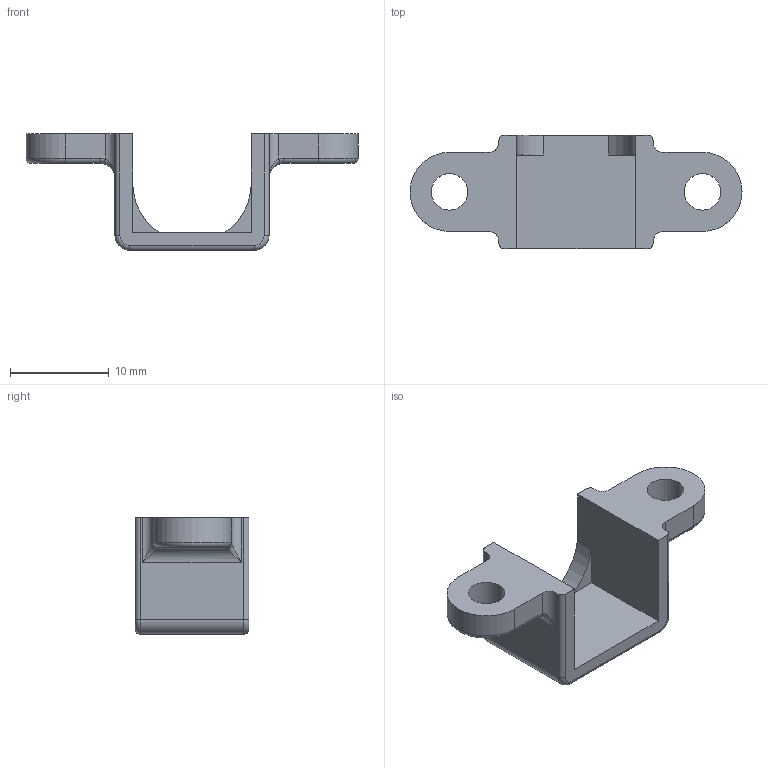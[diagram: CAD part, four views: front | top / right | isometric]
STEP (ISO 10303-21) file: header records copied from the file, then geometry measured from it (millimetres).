
FILE_DESCRIPTION (( 'STEP AP203' ), '1' );
FILE_NAME ('Base_Soporte_Motor_Predeterminado_sldprt.STEP', '2024-07-23T21:00:58', ( '' ), ( '' ), 'SwSTEP 2.0', 'SolidWorks 2018', '' );
FILE_SCHEMA (( 'CONFIG_CONTROL_DESIGN' ));
Length unit declared in the file: centimetre
Products named in the file (1): Base_Soporte_Motor_Predeterminado_sldprt
Bounding box: 33.6 x 11.5 x 11.8 mm (x, y, z)
Volume: 1072.7 mm3; surface area: 1315.7 mm2
Topology: 1 solids, 1 shells, 60 faces, 153 edges, 91 vertices
Faces by surface type: cylinder 27, plane 18, torus 11, bspline 4
Entity records: 2100 total; most frequent: CARTESIAN_POINT 569, DIRECTION 321, ORIENTED_EDGE 298, EDGE_CURVE 149, AXIS2_PLACEMENT_3D 123, VERTEX_POINT 91, VECTOR 75, LINE 75
